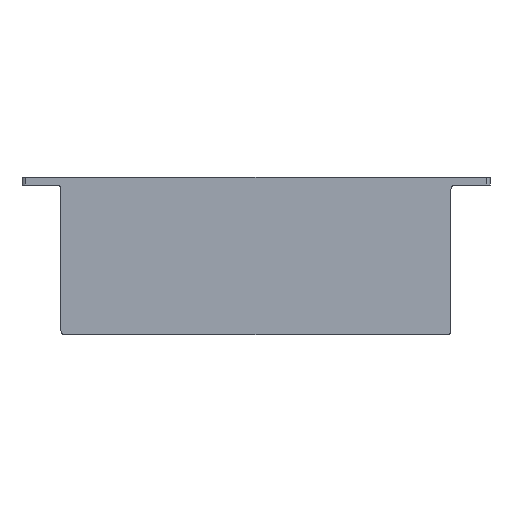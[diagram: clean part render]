
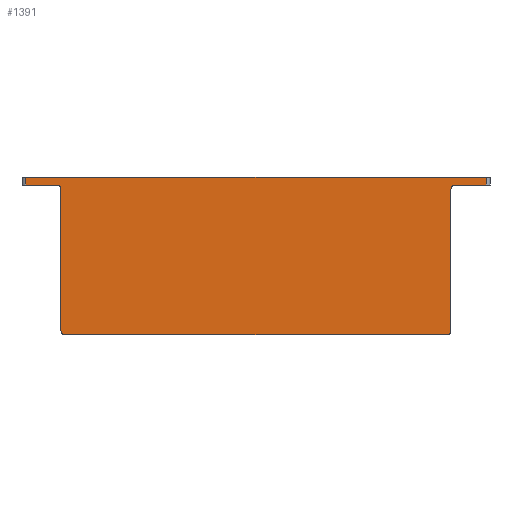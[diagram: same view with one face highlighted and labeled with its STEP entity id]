
A CAD part, front view. The second image highlights one B-rep face of the part: STEP entity #1391.
In plain terms, the highlighted planar face has unit normal (0, -1, 0).
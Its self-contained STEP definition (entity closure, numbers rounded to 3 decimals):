
#160=CARTESIAN_POINT('',(58.4,-27.95,-34.));
#161=VERTEX_POINT('',#160);
#162=CARTESIAN_POINT('',(-58.4,-27.95,-34.));
#163=VERTEX_POINT('',#162);
#164=CARTESIAN_POINT('',(58.4,-27.95,-34.));
#165=DIRECTION('',(-1.,-0.,0.));
#166=VECTOR('',#165,116.8);
#167=LINE('',#164,#166);
#168=EDGE_CURVE('',#161,#163,#167,.T.);
#1246=CARTESIAN_POINT('',(48.5,-27.95,-74.));
#1247=VERTEX_POINT('',#1246);
#1254=CARTESIAN_POINT('',(-48.5,-27.95,-74.));
#1255=VERTEX_POINT('',#1254);
#1256=CARTESIAN_POINT('',(48.5,-27.95,-74.));
#1257=DIRECTION('',(-1.,0.,0.));
#1258=VECTOR('',#1257,97.);
#1259=LINE('',#1256,#1258);
#1260=EDGE_CURVE('',#1247,#1255,#1259,.T.);
#1276=CARTESIAN_POINT('',(-49.5,-27.95,-73.));
#1277=VERTEX_POINT('',#1276);
#1278=CARTESIAN_POINT('',(-49.5,-27.95,-37.));
#1279=VERTEX_POINT('',#1278);
#1280=CARTESIAN_POINT('',(-49.5,-27.95,-73.));
#1281=DIRECTION('',(-0.,-0.,1.));
#1282=VECTOR('',#1281,36.);
#1283=LINE('',#1280,#1282);
#1284=EDGE_CURVE('',#1277,#1279,#1283,.T.);
#1311=CARTESIAN_POINT('',(0.,-27.95,-74.));
#1312=DIRECTION('',(0.,1.,0.));
#1313=DIRECTION('',(0.,0.,1.));
#1314=AXIS2_PLACEMENT_3D('',#1311,#1312,#1313);
#1315=PLANE('',#1314);
#1316=CARTESIAN_POINT('',(50.5,-27.95,-36.));
#1317=VERTEX_POINT('',#1316);
#1318=CARTESIAN_POINT('',(58.4,-27.95,-36.));
#1319=VERTEX_POINT('',#1318);
#1320=CARTESIAN_POINT('',(50.5,-27.95,-36.));
#1321=DIRECTION('',(1.,0.,-0.));
#1322=VECTOR('',#1321,7.9);
#1323=LINE('',#1320,#1322);
#1324=EDGE_CURVE('',#1317,#1319,#1323,.T.);
#1325=ORIENTED_EDGE('',*,*,#1324,.T.);
#1326=CARTESIAN_POINT('',(58.4,-27.95,-36.));
#1327=DIRECTION('',(0.,0.,1.));
#1328=VECTOR('',#1327,2.);
#1329=LINE('',#1326,#1328);
#1330=EDGE_CURVE('',#1319,#161,#1329,.T.);
#1331=ORIENTED_EDGE('',*,*,#1330,.T.);
#1332=ORIENTED_EDGE('',*,*,#168,.T.);
#1333=CARTESIAN_POINT('',(-58.4,-27.95,-36.));
#1334=VERTEX_POINT('',#1333);
#1335=CARTESIAN_POINT('',(-58.4,-27.95,-34.));
#1336=DIRECTION('',(-0.,-0.,-1.));
#1337=VECTOR('',#1336,2.);
#1338=LINE('',#1335,#1337);
#1339=EDGE_CURVE('',#163,#1334,#1338,.T.);
#1340=ORIENTED_EDGE('',*,*,#1339,.T.);
#1341=CARTESIAN_POINT('',(-50.5,-27.95,-36.));
#1342=VERTEX_POINT('',#1341);
#1343=CARTESIAN_POINT('',(-50.5,-27.95,-36.));
#1344=DIRECTION('',(-1.,0.,0.));
#1345=VECTOR('',#1344,7.9);
#1346=LINE('',#1343,#1345);
#1347=EDGE_CURVE('',#1342,#1334,#1346,.T.);
#1348=ORIENTED_EDGE('',*,*,#1347,.F.);
#1349=CARTESIAN_POINT('',(-50.5,-27.95,-37.));
#1350=DIRECTION('',(-0.,1.,-0.));
#1351=DIRECTION('',(0.,0.,-1.));
#1352=AXIS2_PLACEMENT_3D('',#1349,#1350,#1351);
#1353=CIRCLE('',#1352,1.);
#1354=EDGE_CURVE('',#1342,#1279,#1353,.T.);
#1355=ORIENTED_EDGE('',*,*,#1354,.T.);
#1356=ORIENTED_EDGE('',*,*,#1284,.F.);
#1357=CARTESIAN_POINT('',(-48.5,-27.95,-73.));
#1358=DIRECTION('',(0.,-1.,0.));
#1359=DIRECTION('',(0.,0.,-1.));
#1360=AXIS2_PLACEMENT_3D('',#1357,#1358,#1359);
#1361=CIRCLE('',#1360,1.);
#1362=EDGE_CURVE('',#1277,#1255,#1361,.T.);
#1363=ORIENTED_EDGE('',*,*,#1362,.T.);
#1364=ORIENTED_EDGE('',*,*,#1260,.F.);
#1365=CARTESIAN_POINT('',(49.5,-27.95,-73.));
#1366=VERTEX_POINT('',#1365);
#1367=CARTESIAN_POINT('',(48.5,-27.95,-73.));
#1368=DIRECTION('',(-0.,-1.,-0.));
#1369=DIRECTION('',(0.,-0.,1.));
#1370=AXIS2_PLACEMENT_3D('',#1367,#1368,#1369);
#1371=CIRCLE('',#1370,1.);
#1372=EDGE_CURVE('',#1247,#1366,#1371,.T.);
#1373=ORIENTED_EDGE('',*,*,#1372,.T.);
#1374=CARTESIAN_POINT('',(49.5,-27.95,-37.));
#1375=VERTEX_POINT('',#1374);
#1376=CARTESIAN_POINT('',(49.5,-27.95,-73.));
#1377=DIRECTION('',(0.,0.,1.));
#1378=VECTOR('',#1377,36.);
#1379=LINE('',#1376,#1378);
#1380=EDGE_CURVE('',#1366,#1375,#1379,.T.);
#1381=ORIENTED_EDGE('',*,*,#1380,.T.);
#1382=CARTESIAN_POINT('',(50.5,-27.95,-37.));
#1383=DIRECTION('',(-0.,1.,-0.));
#1384=DIRECTION('',(0.,0.,-1.));
#1385=AXIS2_PLACEMENT_3D('',#1382,#1383,#1384);
#1386=CIRCLE('',#1385,1.);
#1387=EDGE_CURVE('',#1375,#1317,#1386,.T.);
#1388=ORIENTED_EDGE('',*,*,#1387,.T.);
#1389=EDGE_LOOP('',(#1325,#1331,#1332,#1340,#1348,#1355,#1356,#1363,#1364,#1373,#1381,#1388));
#1390=FACE_BOUND('',#1389,.T.);
#1391=ADVANCED_FACE('',(#1390),#1315,.F.);
